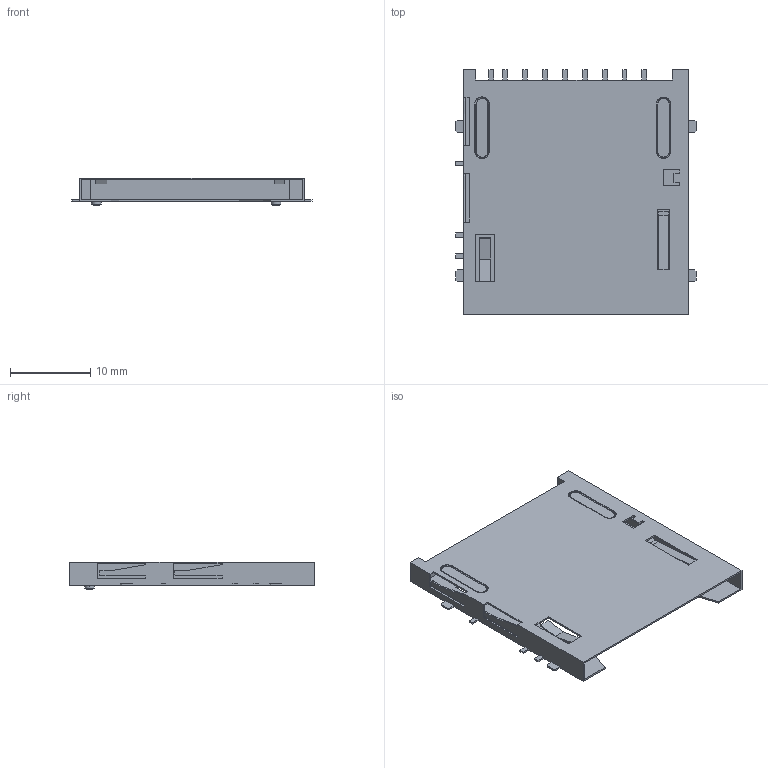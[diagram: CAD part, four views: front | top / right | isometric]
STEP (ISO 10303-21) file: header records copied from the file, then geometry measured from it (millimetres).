
FILE_DESCRIPTION (( 'STEP AP214' ), '1' );
FILE_NAME ('User Library-DM1AA-SF-PEJ.STEP', '2016-06-23T05:41:01', ( 'Windows User' ), ( '' ), 'SwSTEP 2.0', 'SolidWorks 2016', '' );
FILE_SCHEMA (( 'AUTOMOTIVE_DESIGN' ));
Length unit declared in the file: millimetre
Products named in the file (1): User Library-DM1AA-SF-PEJ
Bounding box: 30 x 30.5 x 3.45 mm (x, y, z)
Volume: 291.2 mm3; surface area: 2995.8 mm2
Topology: 1 solids, 1 shells, 246 faces, 712 edges, 468 vertices
Faces by surface type: plane 212, cylinder 22, cone 4, bspline 4, torus 4
Entity records: 10938 total; most frequent: CARTESIAN_POINT 1617, ORIENTED_EDGE 1424, DIRECTION 1250, EDGE_CURVE 712, LINE 652, VECTOR 652, VERTEX_POINT 468, AXIS2_PLACEMENT_3D 299
